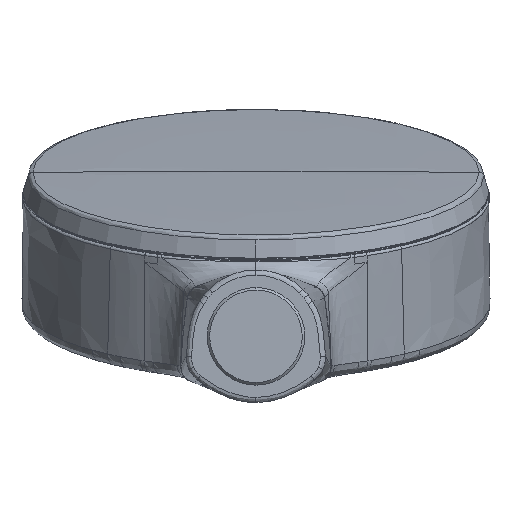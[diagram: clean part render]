
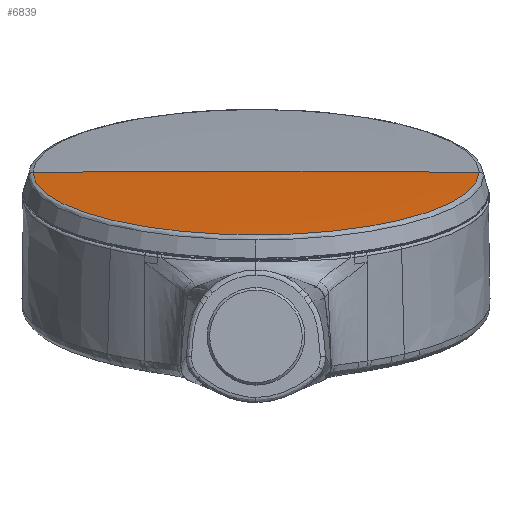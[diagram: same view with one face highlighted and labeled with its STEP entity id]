
A CAD part, front view. The second image highlights one B-rep face of the part: STEP entity #6839.
In plain terms, the highlighted free-form (B-spline) face has degree [3, 3] with [4, 4] control points.
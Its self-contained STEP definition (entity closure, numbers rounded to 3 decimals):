
#383 = CIRCLE ( 'NONE', #11941, 43.006 ) ;
#795 = ORIENTED_EDGE ( 'NONE', *, *, #9552, .F. ) ;
#928 = CARTESIAN_POINT ( 'NONE',  ( 28.668, -17.36, 15.804 ) ) ;
#1098 =( BOUNDED_SURFACE ( )  B_SPLINE_SURFACE ( 3, 3, ( 
 ( #4060, #4111, #12146, #1992 ),
 ( #7063, #9178, #928, #11161 ),
 ( #7114, #10195, #3979, #11083 ),
 ( #12104, #11205, #2039, #4150 ) ),
 .UNSPECIFIED., .F., .F., .T. ) 
 B_SPLINE_SURFACE_WITH_KNOTS ( ( 4, 4 ),
 ( 4, 4 ),
 ( 0.01, 1. ),
 ( 0., 1. ),
 .UNSPECIFIED. ) 
 GEOMETRIC_REPRESENTATION_ITEM ( )  RATIONAL_B_SPLINE_SURFACE ( (
 ( 1., 0.333, 0.333, 1.),
 ( 1., 0.333, 0.333, 1.),
 ( 1., 0.333, 0.333, 1.),
 ( 1., 0.333, 0.333, 1.) ) ) 
 REPRESENTATION_ITEM ( '' )  SURFACE ( )  );
#1122 = DIRECTION ( 'NONE',  ( 1., 0., 0. ) ) ;
#1269 = VERTEX_POINT ( 'NONE', #2520 ) ;
#1544 = VERTEX_POINT ( 'NONE', #12133 ) ;
#1992 = CARTESIAN_POINT ( 'NONE',  ( 43.006, 37.752, 31.618 ) ) ;
#2039 = CARTESIAN_POINT ( 'NONE',  ( 0., 37.7, 31.794 ) ) ;
#2520 = CARTESIAN_POINT ( 'NONE',  ( -43.006, 37.602, 31.574 ) ) ;
#2873 = VERTEX_POINT ( 'NONE', #10452 ) ;
#3139 = CARTESIAN_POINT ( 'NONE',  ( 43.006, 37.752, 31.618 ) ) ;
#3899 = EDGE_CURVE ( 'NONE', #1269, #2873, #11510, .T. ) ;
#3979 = CARTESIAN_POINT ( 'NONE',  ( 14.333, 10.187, 23.744 ) ) ;
#4060 = CARTESIAN_POINT ( 'NONE',  ( -43.006, 37.752, 31.618 ) ) ;
#4111 = CARTESIAN_POINT ( 'NONE',  ( -43.006, -44.799, 7.462 ) ) ;
#4150 = CARTESIAN_POINT ( 'NONE',  ( 0., 37.7, 31.794 ) ) ;
#4679 = AXIS2_PLACEMENT_3D ( 'NONE', #6134, #11185, #1122 ) ;
#5312 = B_SPLINE_CURVE_WITH_KNOTS ( 'NONE', 3,
 ( #12650, #8277, #6284, #6159 ),
 .UNSPECIFIED., .F., .F.,
 ( 4, 4 ),
 ( 0.01, 1. ),
 .UNSPECIFIED. ) ;
#5869 = ORIENTED_EDGE ( 'NONE', *, *, #3899, .F. ) ;
#5996 = EDGE_LOOP ( 'NONE', ( #795, #5869, #12390, #8685 ) ) ;
#6134 = CARTESIAN_POINT ( 'NONE',  ( 0., 37.752, 31.618 ) ) ;
#6159 = CARTESIAN_POINT ( 'NONE',  ( 0., 37.7, 31.794 ) ) ;
#6284 = CARTESIAN_POINT ( 'NONE',  ( -14.333, 37.7, 31.794 ) ) ;
#6724 = DIRECTION ( 'NONE',  ( 1., 0., 0. ) ) ;
#6753 = CARTESIAN_POINT ( 'NONE',  ( 28.668, 37.668, 31.906 ) ) ;
#6839 = ADVANCED_FACE ( 'NONE', ( #6901 ), #1098, .F. ) ;
#6901 = FACE_OUTER_BOUND ( 'NONE', #5996, .T. ) ;
#7063 = CARTESIAN_POINT ( 'NONE',  ( -28.668, 37.668, 31.906 ) ) ;
#7114 = CARTESIAN_POINT ( 'NONE',  ( -14.333, 37.7, 31.794 ) ) ;
#7692 = DIRECTION ( 'NONE',  ( 0., 0.281, -0.96 ) ) ;
#8277 = CARTESIAN_POINT ( 'NONE',  ( -28.668, 37.668, 31.906 ) ) ;
#8294 = CARTESIAN_POINT ( 'NONE',  ( 0., 37.7, 31.794 ) ) ;
#8685 = ORIENTED_EDGE ( 'NONE', *, *, #10149, .T. ) ;
#9062 = B_SPLINE_CURVE_WITH_KNOTS ( 'NONE', 3,
 ( #3139, #6753, #9330, #8294 ),
 .UNSPECIFIED., .F., .F.,
 ( 4, 4 ),
 ( 0.01, 1. ),
 .UNSPECIFIED. ) ;
#9178 = CARTESIAN_POINT ( 'NONE',  ( -28.668, -17.36, 15.804 ) ) ;
#9330 = CARTESIAN_POINT ( 'NONE',  ( 14.333, 37.7, 31.794 ) ) ;
#9552 = EDGE_CURVE ( 'NONE', #2873, #1544, #5312, .T. ) ;
#9584 = CARTESIAN_POINT ( 'NONE',  ( 0., 37.752, 31.618 ) ) ;
#10149 = EDGE_CURVE ( 'NONE', #12020, #1544, #9062, .T. ) ;
#10195 = CARTESIAN_POINT ( 'NONE',  ( -14.333, 10.187, 23.744 ) ) ;
#10319 = CARTESIAN_POINT ( 'NONE',  ( 43.006, 37.752, 31.618 ) ) ;
#10452 = CARTESIAN_POINT ( 'NONE',  ( -43.006, 37.752, 31.618 ) ) ;
#10828 = EDGE_CURVE ( 'NONE', #12020, #1269, #383, .T. ) ;
#11083 = CARTESIAN_POINT ( 'NONE',  ( 14.333, 37.7, 31.794 ) ) ;
#11161 = CARTESIAN_POINT ( 'NONE',  ( 28.668, 37.668, 31.906 ) ) ;
#11185 = DIRECTION ( 'NONE',  ( 0., 0.281, -0.96 ) ) ;
#11205 = CARTESIAN_POINT ( 'NONE',  ( 0., 37.7, 31.794 ) ) ;
#11510 = CIRCLE ( 'NONE', #4679, 43.006 ) ;
#11941 = AXIS2_PLACEMENT_3D ( 'NONE', #9584, #7692, #6724 ) ;
#12020 = VERTEX_POINT ( 'NONE', #10319 ) ;
#12104 = CARTESIAN_POINT ( 'NONE',  ( 0., 37.7, 31.794 ) ) ;
#12133 = CARTESIAN_POINT ( 'NONE',  ( 0., 37.7, 31.794 ) ) ;
#12146 = CARTESIAN_POINT ( 'NONE',  ( 43.006, -44.799, 7.462 ) ) ;
#12390 = ORIENTED_EDGE ( 'NONE', *, *, #10828, .F. ) ;
#12650 = CARTESIAN_POINT ( 'NONE',  ( -43.006, 37.752, 31.618 ) ) ;
